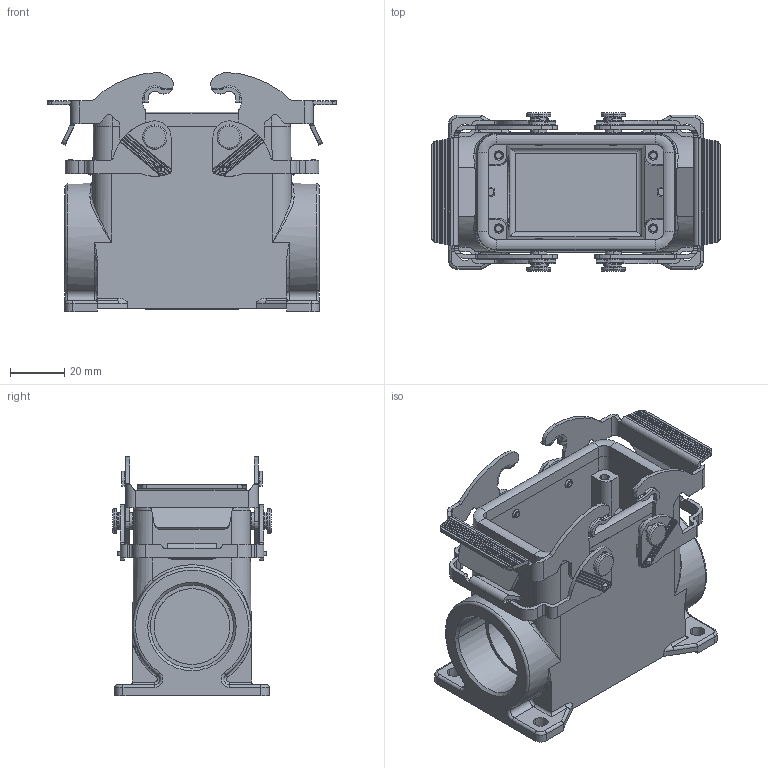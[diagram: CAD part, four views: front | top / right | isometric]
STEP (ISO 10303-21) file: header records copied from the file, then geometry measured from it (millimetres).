
FILE_DESCRIPTION(('Creo Elements/Direct Modeling STEP Export'),'2;1');
FILE_NAME('37jbk2e5kpnjes13044','2022-09-19T15:13:55',(''),(''),'Creo Elements/Direct Modeling STEP processor for AP214 (Solid Model)','Creo Elements/Direct Modeling 20.1B 02-Apr-2019 (C) Parametric Technology GmbH','');
FILE_SCHEMA(('AUTOMOTIVE_DESIGN { 1 0 10303 214 1 1 1 1 }'));
Products named in the file (2): MVAPR 10.32
Assembly tree (1 placements, depth 2):
  MVAPR 10.32
    MVAPR 10.32
Bounding box: 106.83 x 58.5 x 88.4 mm (x, y, z)
Volume: 115604.6 mm3; surface area: 61796.7 mm2
Topology: 1 solids, 3 shells, 1152 faces, 3162 edges, 2029 vertices
Faces by surface type: plane 582, cylinder 392, torus 86, cone 52, bspline 40
Entity records: 54867 total; most frequent: CARTESIAN_POINT 17171, ORIENTED_EDGE 6300, DIRECTION 5672, EDGE_CURVE 3150, VERTEX_POINT 2029, AXIS2_PLACEMENT_3D 1992, VECTOR 1688, LINE 1688
